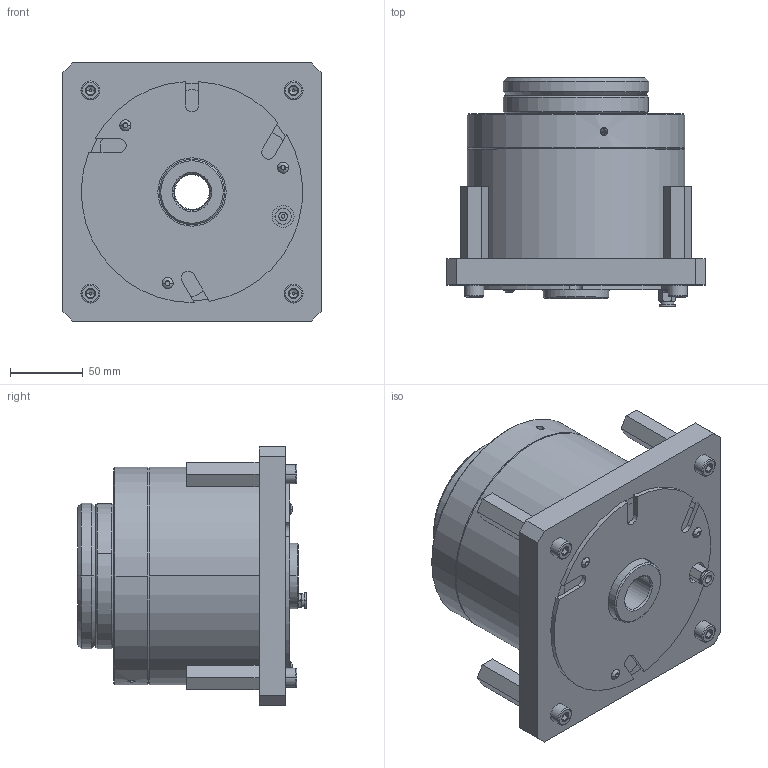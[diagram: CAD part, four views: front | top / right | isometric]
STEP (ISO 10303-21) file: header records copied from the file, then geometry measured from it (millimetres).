
FILE_DESCRIPTION((''),'2;1');
FILE_NAME('VAN-19-01-0200_SS-100-DUMMY','2019-09-03T12:38:21',('bwhite'),(''),'CREO PARAMETRIC BY PTC INC, 2018050','CREO PARAMETRIC BY PTC INC, 2018050','');
FILE_SCHEMA(('CONFIG_CONTROL_DESIGN'));
Length unit declared in the file: millimetre
Products named in the file (1): VAN-19-01-0200_SS-100-DUMMY
Bounding box: 177.8 x 157.35 x 177.8 mm (x, y, z)
Volume: 1620146.6 mm3; surface area: 280971.8 mm2
Topology: 1 solids, 55 shells, 1173 faces, 3127 edges, 1980 vertices
Faces by surface type: plane 532, cone 290, cylinder 289, torus 56, sphere 6
Entity records: 37397 total; most frequent: CARTESIAN_POINT 7944, DIRECTION 6707, ORIENTED_EDGE 5410, EDGE_CURVE 3095, AXIS2_PLACEMENT_3D 2626, VERTEX_POINT 1980, VECTOR 1455, LINE 1455
